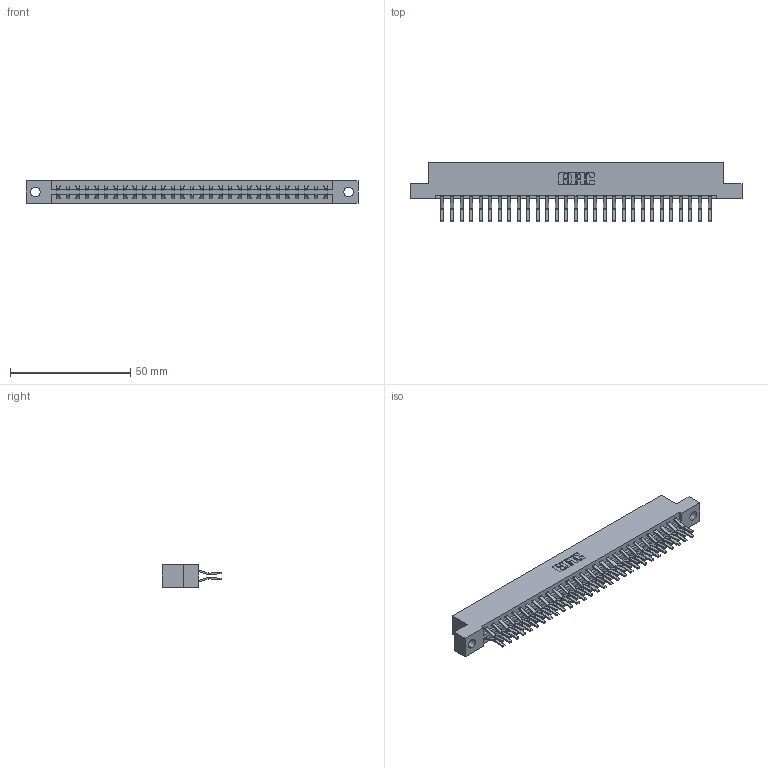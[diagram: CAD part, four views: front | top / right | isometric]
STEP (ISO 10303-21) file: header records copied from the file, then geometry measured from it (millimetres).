
FILE_DESCRIPTION (( 'STEP AP203' ), '1' );
FILE_NAME ('337-058-560-204.STEP', '2019-10-09T20:07:12', ( '' ), ( '' ), 'SwSTEP 2.0', 'SolidWorks 2016', '' );
FILE_SCHEMA (( 'CONFIG_CONTROL_DESIGN' ));
Length unit declared in the file: inch
Products named in the file (3): 345-292-001_560 Tail; 337-058-560-204; 337 Part_Flush Mounting Lugs - 0.156 Dia-TH
Assembly tree (59 placements, depth 2):
  337-058-560-204
    337 Part_Flush Mounting Lugs - 0.156 Dia-TH
    345-292-001_560 Tail  x58
Bounding box: 137.92 x 24.78 x 9.4 mm (x, y, z)
Volume: 14654.6 mm3; surface area: 17338.4 mm2
Topology: 59 solids, 59 shells, 3362 faces, 9997 edges, 6586 vertices
Faces by surface type: plane 2274, cylinder 1088
Entity records: 24257 total; most frequent: CARTESIAN_POINT 4098, ORIENTED_EDGE 4034, DIRECTION 3513, EDGE_CURVE 2017, LINE 1885, VECTOR 1885, VERTEX_POINT 1342, AXIS2_PLACEMENT_3D 814
